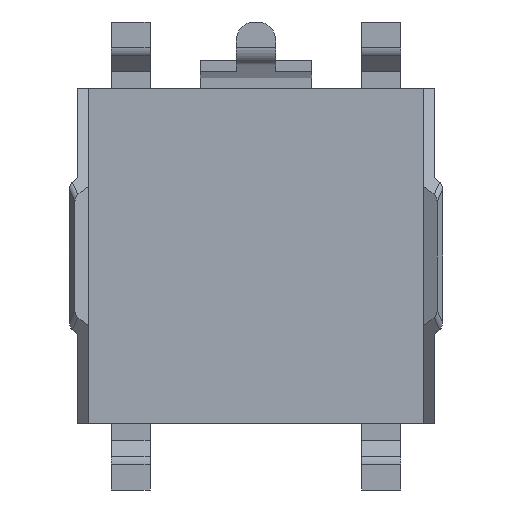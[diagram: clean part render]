
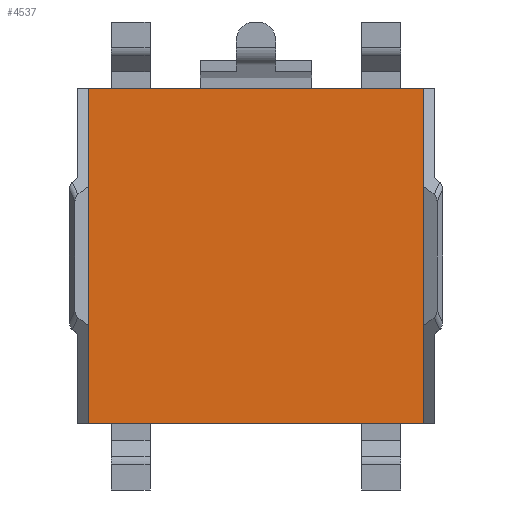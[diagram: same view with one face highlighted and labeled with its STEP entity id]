
A CAD part, front view. The second image highlights one B-rep face of the part: STEP entity #4537.
In plain terms, the highlighted planar face has unit normal (0, -1, 0).
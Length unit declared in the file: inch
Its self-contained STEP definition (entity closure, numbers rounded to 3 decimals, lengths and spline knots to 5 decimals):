
#151 = DIRECTION ( 'NONE',  ( 1., 0., 0. ) ) ;
#377 = VERTEX_POINT ( 'NONE', #2071 ) ;
#538 = LINE ( 'NONE', #1266, #3027 ) ;
#601 = DIRECTION ( 'NONE',  ( -1., 0., 0. ) ) ;
#1166 = PLANE ( 'NONE',  #3049 ) ;
#1242 = DIRECTION ( 'NONE',  ( 0., 0., -1. ) ) ;
#1266 = CARTESIAN_POINT ( 'NONE',  ( -0.11811, 0., -0.11811 ) ) ;
#1302 = VECTOR ( 'NONE', #3341, 39.37008 ) ;
#1540 = LINE ( 'NONE', #4817, #1302 ) ;
#1899 = DIRECTION ( 'NONE',  ( 0., 1., 0. ) ) ;
#1994 = CARTESIAN_POINT ( 'NONE',  ( 0.11811, 0., 0.11811 ) ) ;
#2027 = VERTEX_POINT ( 'NONE', #4181 ) ;
#2044 = VERTEX_POINT ( 'NONE', #1994 ) ;
#2071 = CARTESIAN_POINT ( 'NONE',  ( -0.11811, 0., 0.11811 ) ) ;
#2087 = VECTOR ( 'NONE', #4775, 39.37008 ) ;
#2091 = LINE ( 'NONE', #3578, #3346 ) ;
#2135 = LINE ( 'NONE', #3243, #2087 ) ;
#2345 = ORIENTED_EDGE ( 'NONE', *, *, #2760, .F. ) ;
#2590 = CARTESIAN_POINT ( 'NONE',  ( 0.11811, 0., -0.11811 ) ) ;
#2731 = EDGE_CURVE ( 'NONE', #3646, #2027, #538, .T. ) ;
#2760 = EDGE_CURVE ( 'NONE', #2044, #3646, #2091, .T. ) ;
#2878 = EDGE_CURVE ( 'NONE', #2027, #377, #2135, .T. ) ;
#3027 = VECTOR ( 'NONE', #601, 39.37008 ) ;
#3032 = EDGE_CURVE ( 'NONE', #377, #2044, #1540, .T. ) ;
#3049 = AXIS2_PLACEMENT_3D ( 'NONE', #3482, #1899, #151 ) ;
#3243 = CARTESIAN_POINT ( 'NONE',  ( -0.11811, 0., -0.11811 ) ) ;
#3341 = DIRECTION ( 'NONE',  ( 1., 0., 0. ) ) ;
#3346 = VECTOR ( 'NONE', #1242, 39.37008 ) ;
#3482 = CARTESIAN_POINT ( 'NONE',  ( 0., 0., 0. ) ) ;
#3578 = CARTESIAN_POINT ( 'NONE',  ( 0.11811, 0., -0.11811 ) ) ;
#3646 = VERTEX_POINT ( 'NONE', #2590 ) ;
#3854 = ORIENTED_EDGE ( 'NONE', *, *, #2731, .F. ) ;
#4181 = CARTESIAN_POINT ( 'NONE',  ( -0.11811, 0., -0.11811 ) ) ;
#4183 = FACE_OUTER_BOUND ( 'NONE', #4663, .T. ) ;
#4366 = ORIENTED_EDGE ( 'NONE', *, *, #2878, .F. ) ;
#4403 = ORIENTED_EDGE ( 'NONE', *, *, #3032, .F. ) ;
#4537 = ADVANCED_FACE ( 'NONE', ( #4183 ), #1166, .F. ) ;
#4663 = EDGE_LOOP ( 'NONE', ( #2345, #4403, #4366, #3854 ) ) ;
#4775 = DIRECTION ( 'NONE',  ( 0., 0., 1. ) ) ;
#4817 = CARTESIAN_POINT ( 'NONE',  ( -0.11811, 0., 0.11811 ) ) ;
